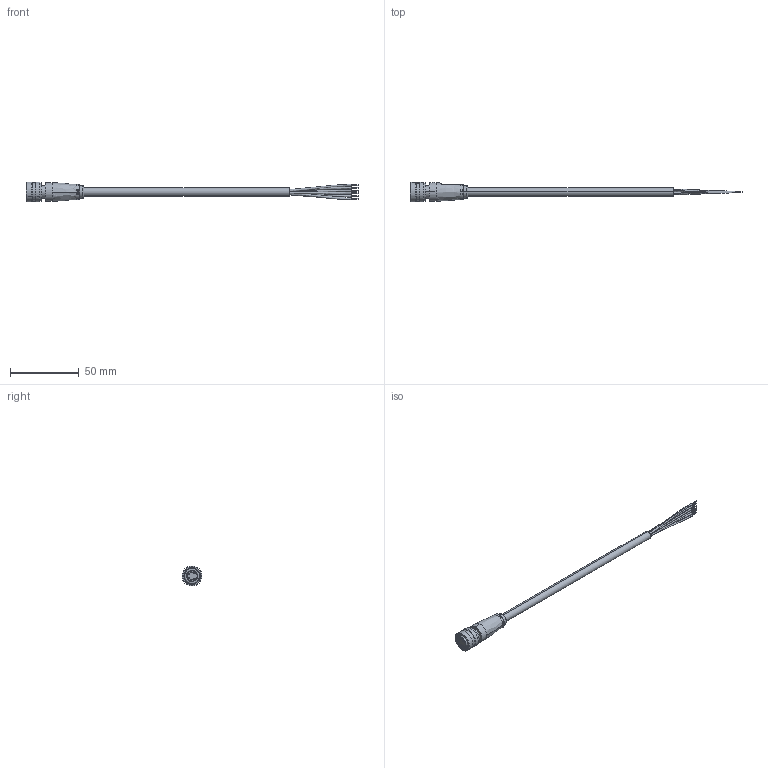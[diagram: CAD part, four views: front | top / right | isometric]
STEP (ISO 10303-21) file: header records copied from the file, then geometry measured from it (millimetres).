
FILE_DESCRIPTION (( 'STEP AP203' ), '1' );
FILE_NAME ('10-04475__revA.STEP', '2022-01-14T19:32:48', ( '' ), ( '' ), 'SwSTEP 2.0', 'SolidWorks 2021', '' );
FILE_SCHEMA (( 'CONFIG_CONTROL_DESIGN' ));
Length unit declared in the file: millimetre
Products named in the file (8): 50-00954_STEP; 50-00954-02_STEP; 30-01675_50 mm stripped; 50-00954-03___; 50-00954-01___; 24-00349_Wire O6.8 mm; 50-00954-04___; 10-04475__revA
Assembly tree (12 placements, depth 3):
  10-04475__revA
    30-01675_50 mm stripped
    24-00349_Wire O6.8 mm
    50-00954_STEP
      50-00954-01___
      50-00954-02_STEP
      50-00954-03___  x6
      50-00954-04___
Bounding box: 242 x 14.45 x 14.45 mm (x, y, z)
Volume: 9422.3 mm3; surface area: 43298.7 mm2
Topology: 505 solids, 505 shells, 3215 faces, 6319 edges, 4144 vertices
Faces by surface type: cylinder 1705, plane 1221, torus 127, bspline 94, cone 68
Entity records: 76417 total; most frequent: CARTESIAN_POINT 16418, DIRECTION 13735, ORIENTED_EDGE 10462, AXIS2_PLACEMENT_3D 5976, EDGE_CURVE 5231, VERTEX_POINT 3464, EDGE_LOOP 3327, CIRCLE 3234
